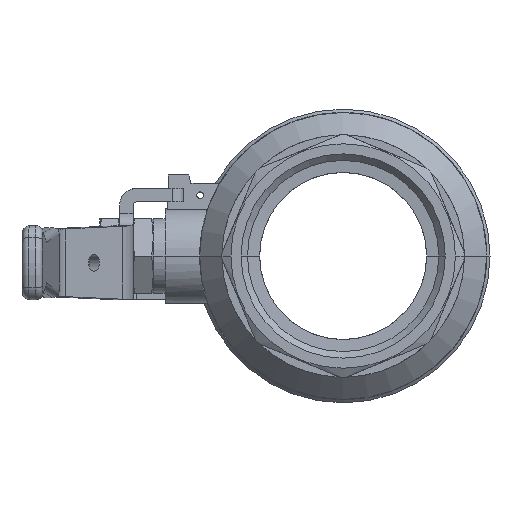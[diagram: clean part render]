
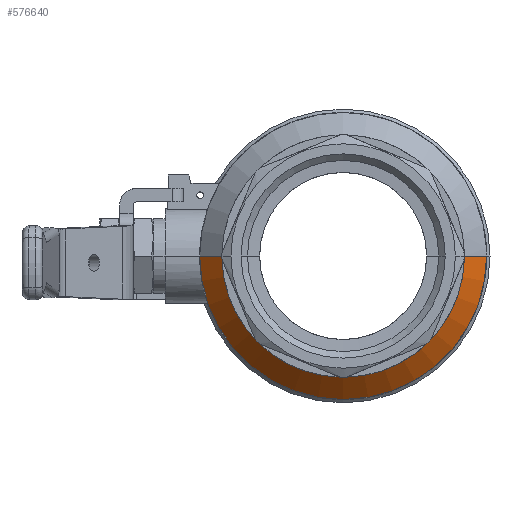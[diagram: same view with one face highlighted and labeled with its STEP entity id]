
A CAD part, left-side view. The second image highlights one B-rep face of the part: STEP entity #576640.
In plain terms, the highlighted conical face has half-angle 45 degrees and reference radius 42.027 mm.
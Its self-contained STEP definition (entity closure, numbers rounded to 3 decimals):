
#102440=CARTESIAN_POINT('',(-20.,0.,
0.));
#102450=DIRECTION('',(-1.,0.,0.));
#102460=DIRECTION('',(0.,0.,1.));
#102470=AXIS2_PLACEMENT_3D('',#102440,#102450,#102460);
#102480=CIRCLE('',#102470,42.5);
#120900=CARTESIAN_POINT('',(-20.,0.,
-42.5));
#120910=VERTEX_POINT('',#120900);
#120940=CARTESIAN_POINT('',(-20.,-42.5,0.));
#120950=VERTEX_POINT('',#120940);
#120960=EDGE_CURVE('',#120910,#120950,#102480,.T.);
#232380=CARTESIAN_POINT('',(-20.473,-42.027,0.));
#232390=DIRECTION('',(0.707,-0.707,0.));
#232400=VECTOR('',#232390,59.435);
#232410=LINE('',#232380,#232400);
#232420=CARTESIAN_POINT('',(-26.59,-35.91,0.));
#232430=VERTEX_POINT('',#232420);
#232440=EDGE_CURVE('',#232430,#120950,#232410,.T.);
#232460=CARTESIAN_POINT('',(-26.59,0.,0.));
#232470=DIRECTION('',(1.,0.,0.));
#232480=DIRECTION('',(0.,-1.,0.));
#232490=AXIS2_PLACEMENT_3D('',#232460,#232470,#232480);
#232500=CIRCLE('',#232490,35.91);
#232510=CARTESIAN_POINT('',(-26.59,35.91,
0.));
#232520=VERTEX_POINT('',#232510);
#232550=CARTESIAN_POINT('',(-20.473,42.027,
0.));
#232560=DIRECTION('',(0.707,0.707,
0.));
#232570=VECTOR('',#232560,59.435);
#232580=LINE('',#232550,#232570);
#232590=CARTESIAN_POINT('',(-20.,42.5,
0.));
#232600=VERTEX_POINT('',#232590);
#232610=EDGE_CURVE('',#232520,#232600,#232580,.T.);
#429790=EDGE_CURVE('',#232430,#232520,#232500,.T.);
#571210=EDGE_CURVE('',#232600,#120910,#102480,.T.);
#576520=CARTESIAN_POINT('',(-20.473,0.,0.));
#576530=DIRECTION('',(1.,0.,0.));
#576540=DIRECTION('',(0.,-1.,0.));
#576550=AXIS2_PLACEMENT_3D('',#576520,#576530,#576540);
#576560=CONICAL_SURFACE('',#576550,42.027,0.785);
#576570=ORIENTED_EDGE('',*,*,#120960,.T.);
#576580=ORIENTED_EDGE('',*,*,#571210,.T.);
#576590=ORIENTED_EDGE('',*,*,#232610,.T.);
#576600=ORIENTED_EDGE('',*,*,#429790,.T.);
#576610=ORIENTED_EDGE('',*,*,#232440,.F.);
#576620=EDGE_LOOP('',(#576610,#576600,#576590,#576580,#576570));
#576630=FACE_OUTER_BOUND('',#576620,.T.);
#576640=ADVANCED_FACE('',(#576630),#576560,.T.);
